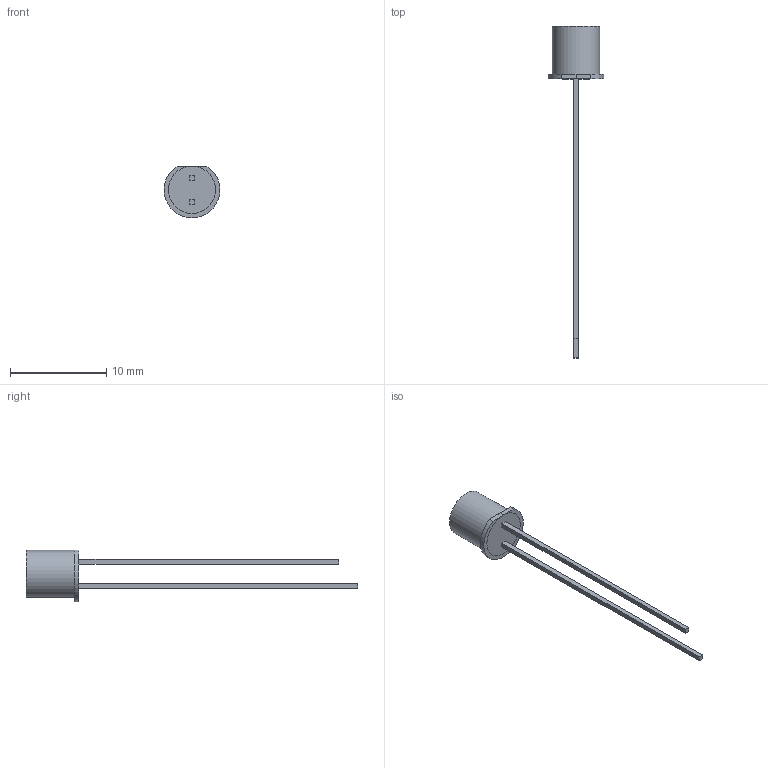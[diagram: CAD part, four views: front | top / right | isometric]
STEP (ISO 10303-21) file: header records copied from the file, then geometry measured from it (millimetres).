
FILE_DESCRIPTION(/* description */ (''),/* implementation_level */ '2;1');
FILE_NAME(/* name */ '2831 Photo Transistor Light Sensor.step',/* time_stamp */ '2018-09-23T20:02:49-04:00',/* author */ ('jesseDRAVW'),/* organization */ (''),/* preprocessor_version */ 'ST-DEVELOPER v17.2',/* originating_system */ 'Autodesk Translation Framework v7.6.0.251',/* authorisation */ '');
FILE_SCHEMA (('AUTOMOTIVE_DESIGN { 1 0 10303 214 3 1 1 }'));
Length unit declared in the file: millimetre
Products named in the file (3): 2831 Photo Transistor Light Sensor; Sensor; Leads
Assembly tree (2 placements, depth 2):
  2831 Photo Transistor Light Sensor
    Sensor
    Leads
Bounding box: 5.8 x 34.5 x 5.35 mm (x, y, z)
Volume: 121 mm3; surface area: 265.3 mm2
Topology: 4 solids, 4 shells, 22 faces, 42 edges, 26 vertices
Faces by surface type: plane 18, cylinder 4
Full cylindrical faces by diameter (mm): 4.9 x1
Entity records: 650 total; most frequent: DIRECTION 106, CARTESIAN_POINT 96, ORIENTED_EDGE 84, EDGE_CURVE 42, AXIS2_PLACEMENT_3D 36, LINE 34, VECTOR 34, VERTEX_POINT 26
